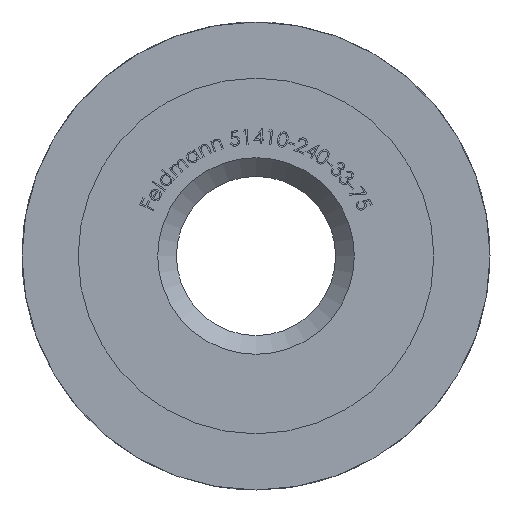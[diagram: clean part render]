
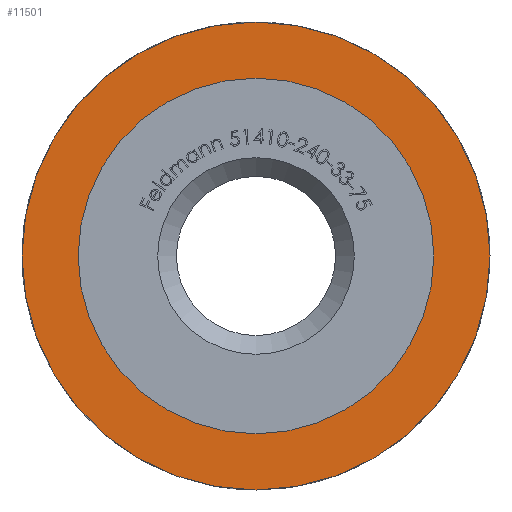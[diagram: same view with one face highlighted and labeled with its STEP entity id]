
A CAD part, front view. The second image highlights one B-rep face of the part: STEP entity #11501.
In plain terms, the highlighted planar face has unit normal (0, -1, 0).
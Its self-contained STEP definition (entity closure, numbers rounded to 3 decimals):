
#54 = DIRECTION ( 'NONE',  ( 0., 0., 1. ) ) ;
#147 = FACE_OUTER_BOUND ( 'NONE', #8669, .T. ) ;
#393 = DIRECTION ( 'NONE',  ( 0., 0., 1. ) ) ;
#542 = PLANE ( 'NONE',  #6217 ) ;
#600 = DIRECTION ( 'NONE',  ( 0., 0., 1. ) ) ;
#1060 = EDGE_CURVE ( 'NONE', #9571, #9571, #8411, .T. ) ;
#2484 = VERTEX_POINT ( 'NONE', #11983 ) ;
#2638 = CARTESIAN_POINT ( 'NONE',  ( 0., 0., 0. ) ) ;
#5599 = ORIENTED_EDGE ( 'NONE', *, *, #1060, .T. ) ;
#5938 = DIRECTION ( 'NONE',  ( 0., 1., 0. ) ) ;
#6217 = AXIS2_PLACEMENT_3D ( 'NONE', #14932, #11412, #600 ) ;
#6963 = ORIENTED_EDGE ( 'NONE', *, *, #14435, .F. ) ;
#7361 = CIRCLE ( 'NONE', #11343, 12.5 ) ;
#7802 = FACE_BOUND ( 'NONE', #8141, .T. ) ;
#8141 = EDGE_LOOP ( 'NONE', ( #5599 ) ) ;
#8411 = CIRCLE ( 'NONE', #12980, 9.5 ) ;
#8669 = EDGE_LOOP ( 'NONE', ( #6963 ) ) ;
#8705 = DIRECTION ( 'NONE',  ( 0., 1., 0. ) ) ;
#9571 = VERTEX_POINT ( 'NONE', #11845 ) ;
#10821 = CARTESIAN_POINT ( 'NONE',  ( 0., 0., 0. ) ) ;
#11343 = AXIS2_PLACEMENT_3D ( 'NONE', #2638, #8705, #393 ) ;
#11412 = DIRECTION ( 'NONE',  ( 0., 1., 0. ) ) ;
#11501 = ADVANCED_FACE ( 'NONE', ( #147, #7802 ), #542, .F. ) ;
#11845 = CARTESIAN_POINT ( 'NONE',  ( 0., 0., 9.5 ) ) ;
#11983 = CARTESIAN_POINT ( 'NONE',  ( 0., 0., 12.5 ) ) ;
#12980 = AXIS2_PLACEMENT_3D ( 'NONE', #10821, #5938, #54 ) ;
#14435 = EDGE_CURVE ( 'NONE', #2484, #2484, #7361, .T. ) ;
#14932 = CARTESIAN_POINT ( 'NONE',  ( 0., 0., 0. ) ) ;
